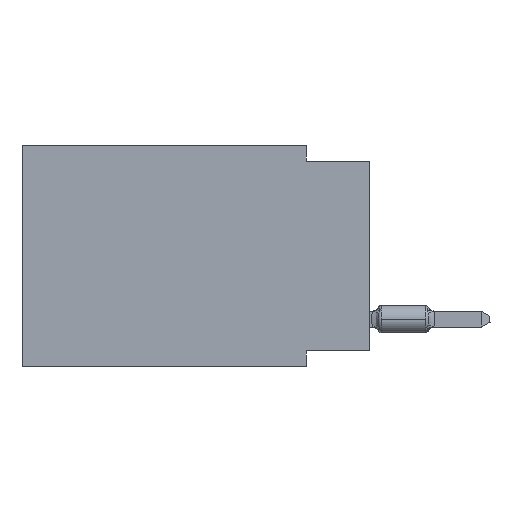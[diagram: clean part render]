
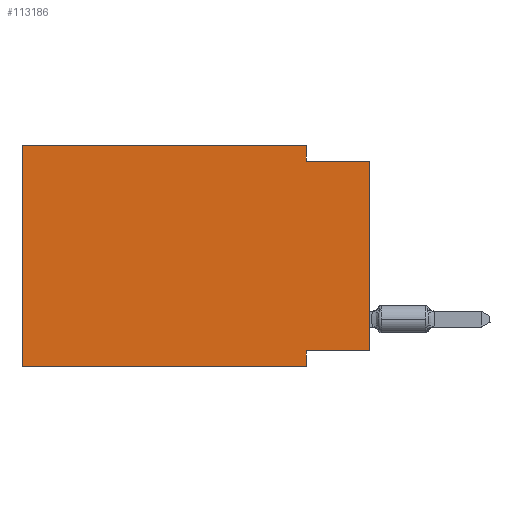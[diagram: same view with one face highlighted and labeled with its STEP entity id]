
A CAD part, left-side view. The second image highlights one B-rep face of the part: STEP entity #113186.
In plain terms, the highlighted planar face has unit normal (-1, 0, 0).
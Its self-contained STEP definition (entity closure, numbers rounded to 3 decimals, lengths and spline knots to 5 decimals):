
#2985 = CARTESIAN_POINT ( 'NONE',  ( 0., 0.55, 0. ) ) ;
#3647 = EDGE_CURVE ( 'NONE', #79271, #18982, #90323, .T. ) ;
#7530 = CARTESIAN_POINT ( 'NONE',  ( 0., 0.55, 0. ) ) ;
#9610 = CARTESIAN_POINT ( 'NONE',  ( 0., 0.1, -0.35 ) ) ;
#11366 = EDGE_CURVE ( 'NONE', #40355, #98171, #27149, .T. ) ;
#13704 = AXIS2_PLACEMENT_3D ( 'NONE', #2985, #20185, #36230 ) ;
#14032 = EDGE_CURVE ( 'NONE', #25589, #18982, #86039, .T. ) ;
#14076 = ORIENTED_EDGE ( 'NONE', *, *, #36663, .F. ) ;
#14659 = CARTESIAN_POINT ( 'NONE',  ( 0., 0.1, -0.025 ) ) ;
#17856 = LINE ( 'NONE', #105467, #64133 ) ;
#18978 = CARTESIAN_POINT ( 'NONE',  ( 0., 0.55, -0.35 ) ) ;
#18982 = VERTEX_POINT ( 'NONE', #67954 ) ;
#19056 = PLANE ( 'NONE',  #13704 ) ;
#19181 = VECTOR ( 'NONE', #26485, 39.37008 ) ;
#19627 = FACE_OUTER_BOUND ( 'NONE', #34823, .T. ) ;
#19689 = DIRECTION ( 'NONE',  ( 0., -1., 0. ) ) ;
#20185 = DIRECTION ( 'NONE',  ( 1., 0., 0. ) ) ;
#22202 = CARTESIAN_POINT ( 'NONE',  ( 0., 0.55, 0. ) ) ;
#24510 = CARTESIAN_POINT ( 'NONE',  ( 0., 0., -0.325 ) ) ;
#25589 = VERTEX_POINT ( 'NONE', #14659 ) ;
#26485 = DIRECTION ( 'NONE',  ( 0., 0., -1. ) ) ;
#27149 = LINE ( 'NONE', #43749, #84529 ) ;
#29165 = EDGE_CURVE ( 'NONE', #40355, #38908, #90942, .T. ) ;
#32122 = CARTESIAN_POINT ( 'NONE',  ( 0., 0.1, -0.35 ) ) ;
#34823 = EDGE_LOOP ( 'NONE', ( #43718, #85595, #38690, #95965, #41442, #102185, #37759, #14076 ) ) ;
#35071 = CARTESIAN_POINT ( 'NONE',  ( 0., 0.1, 0. ) ) ;
#36230 = DIRECTION ( 'NONE',  ( 0., 0., -1. ) ) ;
#36663 = EDGE_CURVE ( 'NONE', #79271, #41055, #17856, .T. ) ;
#37759 = ORIENTED_EDGE ( 'NONE', *, *, #112748, .F. ) ;
#38690 = ORIENTED_EDGE ( 'NONE', *, *, #82588, .F. ) ;
#38761 = DIRECTION ( 'NONE',  ( 0., 0., 1. ) ) ;
#38908 = VERTEX_POINT ( 'NONE', #7530 ) ;
#40355 = VERTEX_POINT ( 'NONE', #18978 ) ;
#40919 = EDGE_CURVE ( 'NONE', #38908, #90105, #110382, .T. ) ;
#41055 = VERTEX_POINT ( 'NONE', #60531 ) ;
#41442 = ORIENTED_EDGE ( 'NONE', *, *, #29165, .F. ) ;
#42516 = CARTESIAN_POINT ( 'NONE',  ( 0., 0., -0.025 ) ) ;
#43718 = ORIENTED_EDGE ( 'NONE', *, *, #3647, .T. ) ;
#43749 = CARTESIAN_POINT ( 'NONE',  ( 0., 0.55, -0.35 ) ) ;
#44697 = VECTOR ( 'NONE', #80593, 39.37008 ) ;
#47402 = DIRECTION ( 'NONE',  ( 0., 0., 1. ) ) ;
#52765 = DIRECTION ( 'NONE',  ( 0., 1., 0. ) ) ;
#57126 = DIRECTION ( 'NONE',  ( 0., -1., 0. ) ) ;
#60531 = CARTESIAN_POINT ( 'NONE',  ( 0., 0.1, -0.325 ) ) ;
#61192 = VECTOR ( 'NONE', #57126, 39.37008 ) ;
#64133 = VECTOR ( 'NONE', #52765, 39.37008 ) ;
#64551 = CARTESIAN_POINT ( 'NONE',  ( 0., 0., 0. ) ) ;
#67954 = CARTESIAN_POINT ( 'NONE',  ( 0., 0., -0.025 ) ) ;
#71117 = LINE ( 'NONE', #35071, #19181 ) ;
#75873 = VECTOR ( 'NONE', #77448, 39.37008 ) ;
#77448 = DIRECTION ( 'NONE',  ( 0., -1., 0. ) ) ;
#79271 = VERTEX_POINT ( 'NONE', #24510 ) ;
#80253 = VECTOR ( 'NONE', #38761, 39.37008 ) ;
#80593 = DIRECTION ( 'NONE',  ( 0., 0., -1. ) ) ;
#81051 = CARTESIAN_POINT ( 'NONE',  ( 0., 0.1, 0. ) ) ;
#82588 = EDGE_CURVE ( 'NONE', #90105, #25589, #71117, .T. ) ;
#84529 = VECTOR ( 'NONE', #19689, 39.37008 ) ;
#85595 = ORIENTED_EDGE ( 'NONE', *, *, #14032, .F. ) ;
#86039 = LINE ( 'NONE', #42516, #75873 ) ;
#90105 = VERTEX_POINT ( 'NONE', #81051 ) ;
#90323 = LINE ( 'NONE', #64551, #80253 ) ;
#90942 = LINE ( 'NONE', #98433, #91509 ) ;
#91509 = VECTOR ( 'NONE', #47402, 39.37008 ) ;
#95965 = ORIENTED_EDGE ( 'NONE', *, *, #40919, .F. ) ;
#98171 = VERTEX_POINT ( 'NONE', #32122 ) ;
#98352 = LINE ( 'NONE', #9610, #44697 ) ;
#98433 = CARTESIAN_POINT ( 'NONE',  ( 0., 0.55, 0. ) ) ;
#102185 = ORIENTED_EDGE ( 'NONE', *, *, #11366, .T. ) ;
#105467 = CARTESIAN_POINT ( 'NONE',  ( 0., 0., -0.325 ) ) ;
#110382 = LINE ( 'NONE', #22202, #61192 ) ;
#112748 = EDGE_CURVE ( 'NONE', #41055, #98171, #98352, .T. ) ;
#113186 = ADVANCED_FACE ( 'NONE', ( #19627 ), #19056, .F. ) ;
